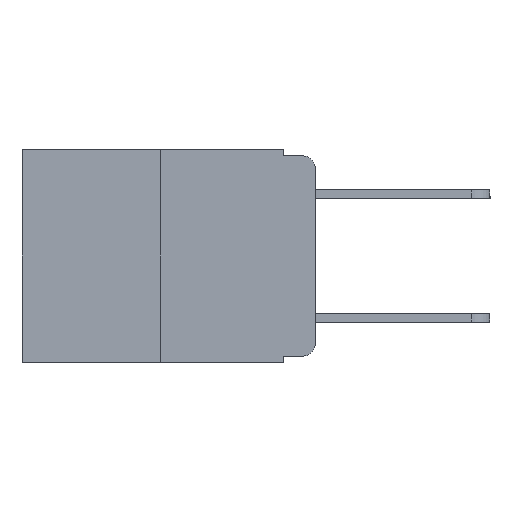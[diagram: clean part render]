
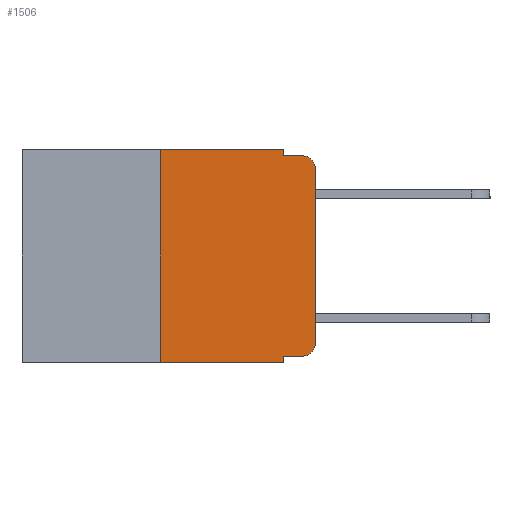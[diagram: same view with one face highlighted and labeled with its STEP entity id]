
A CAD part, left-side view. The second image highlights one B-rep face of the part: STEP entity #1506.
In plain terms, the highlighted planar face has unit normal (-1, 0, 0).
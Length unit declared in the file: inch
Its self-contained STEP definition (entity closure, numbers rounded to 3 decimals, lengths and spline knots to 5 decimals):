
#233 = DIRECTION ( 'NONE',  ( 0., -1., 0. ) ) ;
#324 = EDGE_CURVE ( 'NONE', #2313, #7853, #6635, .T. ) ;
#403 = CARTESIAN_POINT ( 'NONE',  ( 0., 0.25, 0. ) ) ;
#474 = CARTESIAN_POINT ( 'NONE',  ( 0., 0.051, 0. ) ) ;
#809 = CARTESIAN_POINT ( 'NONE',  ( 0., 0.473, -0.343 ) ) ;
#863 = ORIENTED_EDGE ( 'NONE', *, *, #324, .T. ) ;
#1455 = CARTESIAN_POINT ( 'NONE',  ( 0., 0.02, -0.01 ) ) ;
#1506 = ADVANCED_FACE ( 'NONE', ( #12867 ), #6640, .F. ) ;
#1785 = LINE ( 'NONE', #2183, #15484 ) ;
#2028 = ORIENTED_EDGE ( 'NONE', *, *, #14479, .F. ) ;
#2183 = CARTESIAN_POINT ( 'NONE',  ( 0., 0.473, 0. ) ) ;
#2281 = VERTEX_POINT ( 'NONE', #8942 ) ;
#2313 = VERTEX_POINT ( 'NONE', #12866 ) ;
#2376 = LINE ( 'NONE', #10374, #15544 ) ;
#2560 = DIRECTION ( 'NONE',  ( -1., 0., 0. ) ) ;
#2656 = CARTESIAN_POINT ( 'NONE',  ( 0., 0.25, 0. ) ) ;
#2832 = LINE ( 'NONE', #6235, #6078 ) ;
#2912 = VERTEX_POINT ( 'NONE', #8492 ) ;
#2916 = VECTOR ( 'NONE', #6593, 39.37008 ) ;
#3437 = LINE ( 'NONE', #16763, #6268 ) ;
#4144 = AXIS2_PLACEMENT_3D ( 'NONE', #9270, #6744, #4844 ) ;
#4160 = LINE ( 'NONE', #8793, #10885 ) ;
#4789 = EDGE_LOOP ( 'NONE', ( #5342, #5505, #6522, #8008, #8544, #13423, #863, #2028, #6007, #8055 ) ) ;
#4808 = LINE ( 'NONE', #474, #14807 ) ;
#4844 = DIRECTION ( 'NONE',  ( 0., 0., -1. ) ) ;
#4919 = CARTESIAN_POINT ( 'NONE',  ( 0., 0.02, -0.03 ) ) ;
#5025 = VERTEX_POINT ( 'NONE', #16561 ) ;
#5055 = VERTEX_POINT ( 'NONE', #15425 ) ;
#5242 = CARTESIAN_POINT ( 'NONE',  ( 0., 0., -0.313 ) ) ;
#5342 = ORIENTED_EDGE ( 'NONE', *, *, #14334, .T. ) ;
#5505 = ORIENTED_EDGE ( 'NONE', *, *, #14403, .T. ) ;
#5990 = AXIS2_PLACEMENT_3D ( 'NONE', #4919, #14083, #6302 ) ;
#6007 = ORIENTED_EDGE ( 'NONE', *, *, #15537, .T. ) ;
#6078 = VECTOR ( 'NONE', #233, 39.37008 ) ;
#6235 = CARTESIAN_POINT ( 'NONE',  ( 0., 0.051, -0.01 ) ) ;
#6263 = VERTEX_POINT ( 'NONE', #2656 ) ;
#6268 = VECTOR ( 'NONE', #11863, 39.37008 ) ;
#6302 = DIRECTION ( 'NONE',  ( 0., 0., -1. ) ) ;
#6522 = ORIENTED_EDGE ( 'NONE', *, *, #14405, .F. ) ;
#6593 = DIRECTION ( 'NONE',  ( 0., -1., 0. ) ) ;
#6626 = VERTEX_POINT ( 'NONE', #12727 ) ;
#6635 = LINE ( 'NONE', #809, #2916 ) ;
#6640 = PLANE ( 'NONE',  #4144 ) ;
#6744 = DIRECTION ( 'NONE',  ( 1., 0., 0. ) ) ;
#7529 = VERTEX_POINT ( 'NONE', #5242 ) ;
#7717 = DIRECTION ( 'NONE',  ( 0., 0., -1. ) ) ;
#7853 = VERTEX_POINT ( 'NONE', #14696 ) ;
#8008 = ORIENTED_EDGE ( 'NONE', *, *, #14433, .F. ) ;
#8055 = ORIENTED_EDGE ( 'NONE', *, *, #15560, .T. ) ;
#8383 = VECTOR ( 'NONE', #11680, 39.37008 ) ;
#8492 = CARTESIAN_POINT ( 'NONE',  ( 0., 0.051, 0. ) ) ;
#8544 = ORIENTED_EDGE ( 'NONE', *, *, #16342, .F. ) ;
#8793 = CARTESIAN_POINT ( 'NONE',  ( 0., 0., 0. ) ) ;
#8942 = CARTESIAN_POINT ( 'NONE',  ( 0., 0.051, -0.333 ) ) ;
#9270 = CARTESIAN_POINT ( 'NONE',  ( 0., 0.473, 0. ) ) ;
#9785 = CIRCLE ( 'NONE', #9800, 0.02 ) ;
#9800 = AXIS2_PLACEMENT_3D ( 'NONE', #10680, #2560, #11918 ) ;
#10133 = DIRECTION ( 'NONE',  ( 0., 0., 1. ) ) ;
#10374 = CARTESIAN_POINT ( 'NONE',  ( 0., 0.051, 0. ) ) ;
#10545 = VERTEX_POINT ( 'NONE', #1455 ) ;
#10680 = CARTESIAN_POINT ( 'NONE',  ( 0., 0.02, -0.313 ) ) ;
#10885 = VECTOR ( 'NONE', #10133, 39.37008 ) ;
#11680 = DIRECTION ( 'NONE',  ( 0., 0., 1. ) ) ;
#11829 = LINE ( 'NONE', #403, #8383 ) ;
#11863 = DIRECTION ( 'NONE',  ( 0., -1., 0. ) ) ;
#11918 = DIRECTION ( 'NONE',  ( 0., 0., -1. ) ) ;
#12727 = CARTESIAN_POINT ( 'NONE',  ( 0., 0., -0.03 ) ) ;
#12866 = CARTESIAN_POINT ( 'NONE',  ( 0., 0.25, -0.343 ) ) ;
#12867 = FACE_OUTER_BOUND ( 'NONE', #4789, .T. ) ;
#13024 = CIRCLE ( 'NONE', #5990, 0.02 ) ;
#13423 = ORIENTED_EDGE ( 'NONE', *, *, #14451, .F. ) ;
#14083 = DIRECTION ( 'NONE',  ( -1., 0., 0. ) ) ;
#14208 = DIRECTION ( 'NONE',  ( 0., -1., 0. ) ) ;
#14334 = EDGE_CURVE ( 'NONE', #7529, #6626, #4160, .T. ) ;
#14403 = EDGE_CURVE ( 'NONE', #6626, #10545, #13024, .T. ) ;
#14405 = EDGE_CURVE ( 'NONE', #5025, #10545, #2832, .T. ) ;
#14433 = EDGE_CURVE ( 'NONE', #2912, #5025, #2376, .T. ) ;
#14451 = EDGE_CURVE ( 'NONE', #2313, #6263, #11829, .T. ) ;
#14479 = EDGE_CURVE ( 'NONE', #2281, #7853, #4808, .T. ) ;
#14696 = CARTESIAN_POINT ( 'NONE',  ( 0., 0.051, -0.343 ) ) ;
#14807 = VECTOR ( 'NONE', #15440, 39.37008 ) ;
#15425 = CARTESIAN_POINT ( 'NONE',  ( 0., 0.02, -0.333 ) ) ;
#15440 = DIRECTION ( 'NONE',  ( 0., 0., -1. ) ) ;
#15484 = VECTOR ( 'NONE', #14208, 39.37008 ) ;
#15537 = EDGE_CURVE ( 'NONE', #2281, #5055, #3437, .T. ) ;
#15544 = VECTOR ( 'NONE', #7717, 39.37008 ) ;
#15560 = EDGE_CURVE ( 'NONE', #5055, #7529, #9785, .T. ) ;
#16342 = EDGE_CURVE ( 'NONE', #6263, #2912, #1785, .T. ) ;
#16561 = CARTESIAN_POINT ( 'NONE',  ( 0., 0.051, -0.01 ) ) ;
#16763 = CARTESIAN_POINT ( 'NONE',  ( 0., 0.051, -0.333 ) ) ;
